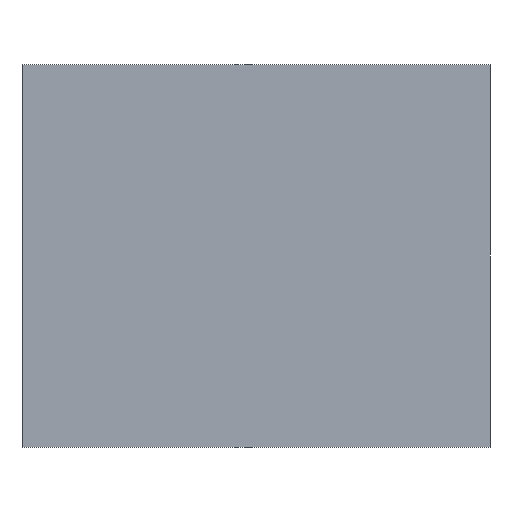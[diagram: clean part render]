
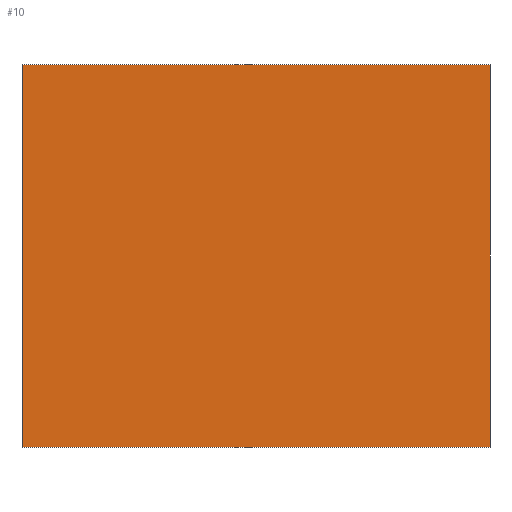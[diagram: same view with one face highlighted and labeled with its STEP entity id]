
A CAD part, front view. The second image highlights one B-rep face of the part: STEP entity #10.
In plain terms, the highlighted planar face has unit normal (0, -1, 0).
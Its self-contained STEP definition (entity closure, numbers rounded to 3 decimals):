
#1 = EDGE_CURVE ( 'NONE', #84, #222, #86, .T. ) ;
#10 = ADVANCED_FACE ( 'NONE', ( #69 ), #76, .T. ) ;
#18 = CARTESIAN_POINT ( 'NONE',  ( 275., -0.07, 225. ) ) ;
#21 = DIRECTION ( 'NONE',  ( 0., -1., 0. ) ) ;
#25 = CARTESIAN_POINT ( 'NONE',  ( 275., -0.07, -225. ) ) ;
#26 = CARTESIAN_POINT ( 'NONE',  ( -275., -0.07, -225. ) ) ;
#29 = VECTOR ( 'NONE', #249, 1000. ) ;
#43 = LINE ( 'NONE', #219, #225 ) ;
#44 = ORIENTED_EDGE ( 'NONE', *, *, #201, .F. ) ;
#65 = DIRECTION ( 'NONE',  ( 0., 0., 1. ) ) ;
#69 = FACE_OUTER_BOUND ( 'NONE', #93, .T. ) ;
#71 = DIRECTION ( 'NONE',  ( 0., 0., -1. ) ) ;
#75 = ORIENTED_EDGE ( 'NONE', *, *, #1, .F. ) ;
#76 = PLANE ( 'NONE',  #104 ) ;
#84 = VERTEX_POINT ( 'NONE', #18 ) ;
#85 = VECTOR ( 'NONE', #179, 1000. ) ;
#86 = LINE ( 'NONE', #94, #29 ) ;
#92 = LINE ( 'NONE', #130, #159 ) ;
#93 = EDGE_LOOP ( 'NONE', ( #96, #44, #250, #75 ) ) ;
#94 = CARTESIAN_POINT ( 'NONE',  ( 275., -0.07, -225. ) ) ;
#96 = ORIENTED_EDGE ( 'NONE', *, *, #206, .F. ) ;
#98 = CARTESIAN_POINT ( 'NONE',  ( -500., -0.07, 225. ) ) ;
#103 = VERTEX_POINT ( 'NONE', #213 ) ;
#104 = AXIS2_PLACEMENT_3D ( 'NONE', #253, #21, #71 ) ;
#130 = CARTESIAN_POINT ( 'NONE',  ( -275., -0.07, -225. ) ) ;
#159 = VECTOR ( 'NONE', #65, 1000. ) ;
#166 = LINE ( 'NONE', #98, #85 ) ;
#179 = DIRECTION ( 'NONE',  ( 1., 0., 0. ) ) ;
#201 = EDGE_CURVE ( 'NONE', #242, #103, #92, .T. ) ;
#206 = EDGE_CURVE ( 'NONE', #103, #84, #166, .T. ) ;
#213 = CARTESIAN_POINT ( 'NONE',  ( -275., -0.07, 225. ) ) ;
#215 = DIRECTION ( 'NONE',  ( -1., 0., 0. ) ) ;
#219 = CARTESIAN_POINT ( 'NONE',  ( -500., -0.07, -225. ) ) ;
#222 = VERTEX_POINT ( 'NONE', #25 ) ;
#225 = VECTOR ( 'NONE', #215, 1000. ) ;
#242 = VERTEX_POINT ( 'NONE', #26 ) ;
#243 = EDGE_CURVE ( 'NONE', #222, #242, #43, .T. ) ;
#249 = DIRECTION ( 'NONE',  ( 0., 0., -1. ) ) ;
#250 = ORIENTED_EDGE ( 'NONE', *, *, #243, .F. ) ;
#253 = CARTESIAN_POINT ( 'NONE',  ( 500., -0.07, -225. ) ) ;
